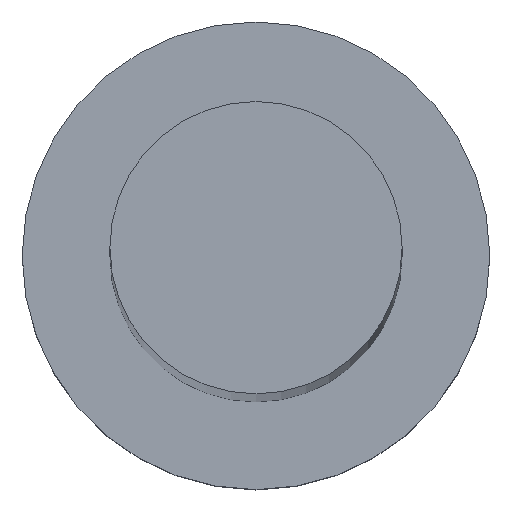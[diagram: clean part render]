
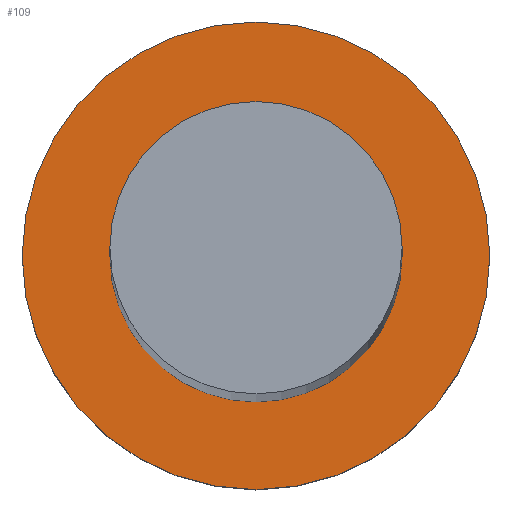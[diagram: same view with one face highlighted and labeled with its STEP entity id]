
A CAD part, top view. The second image highlights one B-rep face of the part: STEP entity #109.
In plain terms, the highlighted planar face has unit normal (0, 0, 1).
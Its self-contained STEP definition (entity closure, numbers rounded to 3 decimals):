
#2 = ORIENTED_EDGE ( 'NONE', *, *, #187, .F. ) ;
#11 = CARTESIAN_POINT ( 'NONE',  ( 0., 0., 5. ) ) ;
#13 = CARTESIAN_POINT ( 'NONE',  ( -6., 0., 5. ) ) ;
#28 = DIRECTION ( 'NONE',  ( 1., 0., 0. ) ) ;
#36 = EDGE_LOOP ( 'NONE', ( #108, #2 ) ) ;
#43 = FACE_OUTER_BOUND ( 'NONE', #233, .T. ) ;
#46 = VERTEX_POINT ( 'NONE', #160 ) ;
#50 = CIRCLE ( 'NONE', #158, 6. ) ;
#54 = EDGE_CURVE ( 'NONE', #46, #64, #50, .T. ) ;
#61 = DIRECTION ( 'NONE',  ( 1., 0., 0. ) ) ;
#64 = VERTEX_POINT ( 'NONE', #13 ) ;
#92 = CIRCLE ( 'NONE', #121, 3.75 ) ;
#93 = DIRECTION ( 'NONE',  ( 0., 0., 1. ) ) ;
#106 = VERTEX_POINT ( 'NONE', #163 ) ;
#108 = ORIENTED_EDGE ( 'NONE', *, *, #245, .F. ) ;
#109 = ADVANCED_FACE ( 'NONE', ( #140, #43 ), #221, .T. ) ;
#121 = AXIS2_PLACEMENT_3D ( 'NONE', #247, #159, #28 ) ;
#139 = CARTESIAN_POINT ( 'NONE',  ( 0., 0., 5. ) ) ;
#140 = FACE_BOUND ( 'NONE', #36, .T. ) ;
#158 = AXIS2_PLACEMENT_3D ( 'NONE', #11, #93, #246 ) ;
#159 = DIRECTION ( 'NONE',  ( 0., 0., 1. ) ) ;
#160 = CARTESIAN_POINT ( 'NONE',  ( 6., 0., 5. ) ) ;
#162 = AXIS2_PLACEMENT_3D ( 'NONE', #166, #249, #201 ) ;
#163 = CARTESIAN_POINT ( 'NONE',  ( 3.75, 0., 5. ) ) ;
#166 = CARTESIAN_POINT ( 'NONE',  ( 0., 0., 5. ) ) ;
#168 = ORIENTED_EDGE ( 'NONE', *, *, #237, .T. ) ;
#170 = ORIENTED_EDGE ( 'NONE', *, *, #54, .T. ) ;
#187 = EDGE_CURVE ( 'NONE', #106, #215, #203, .T. ) ;
#193 = CIRCLE ( 'NONE', #162, 6. ) ;
#197 = DIRECTION ( 'NONE',  ( 0., 0., 1. ) ) ;
#199 = CARTESIAN_POINT ( 'NONE',  ( -3.75, 0., 5. ) ) ;
#201 = DIRECTION ( 'NONE',  ( 1., 0., 0. ) ) ;
#203 = CIRCLE ( 'NONE', #236, 3.75 ) ;
#213 = AXIS2_PLACEMENT_3D ( 'NONE', #224, #197, #61 ) ;
#215 = VERTEX_POINT ( 'NONE', #199 ) ;
#219 = DIRECTION ( 'NONE',  ( 1., 0., 0. ) ) ;
#221 = PLANE ( 'NONE',  #213 ) ;
#224 = CARTESIAN_POINT ( 'NONE',  ( 0., 0., 5. ) ) ;
#233 = EDGE_LOOP ( 'NONE', ( #168, #170 ) ) ;
#236 = AXIS2_PLACEMENT_3D ( 'NONE', #139, #239, #219 ) ;
#237 = EDGE_CURVE ( 'NONE', #64, #46, #193, .T. ) ;
#239 = DIRECTION ( 'NONE',  ( 0., 0., 1. ) ) ;
#245 = EDGE_CURVE ( 'NONE', #215, #106, #92, .T. ) ;
#246 = DIRECTION ( 'NONE',  ( 1., 0., 0. ) ) ;
#247 = CARTESIAN_POINT ( 'NONE',  ( 0., 0., 5. ) ) ;
#249 = DIRECTION ( 'NONE',  ( 0., 0., 1. ) ) ;
